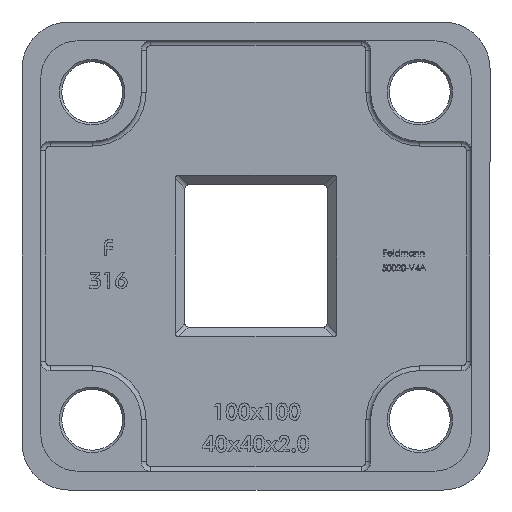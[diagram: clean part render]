
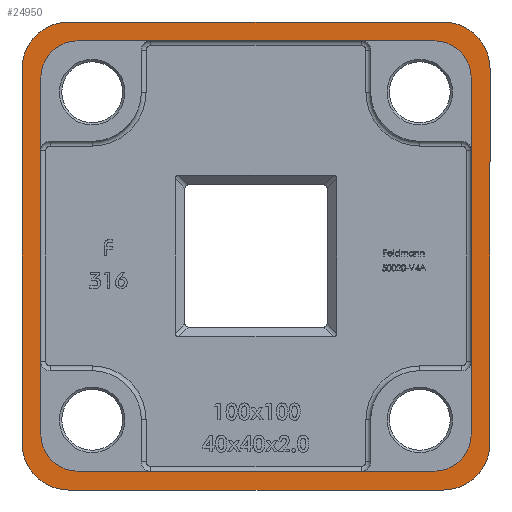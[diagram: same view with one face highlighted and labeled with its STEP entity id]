
A CAD part, front view. The second image highlights one B-rep face of the part: STEP entity #24950.
In plain terms, the highlighted planar face has unit normal (0, -1, 0).
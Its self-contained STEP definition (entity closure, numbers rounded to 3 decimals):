
#684 = PLANE ( 'NONE',  #20970 ) ;
#1123 = CIRCLE ( 'NONE', #48402, 8. ) ;
#1969 = CARTESIAN_POINT ( 'NONE',  ( 50., 0., 40. ) ) ;
#2229 = DIRECTION ( 'NONE',  ( 0., 0., 1. ) ) ;
#2283 = CARTESIAN_POINT ( 'NONE',  ( -40., 0., 50. ) ) ;
#2602 = CARTESIAN_POINT ( 'NONE',  ( 40., 0., 40. ) ) ;
#3182 = DIRECTION ( 'NONE',  ( 0., 0., 1. ) ) ;
#3341 = CARTESIAN_POINT ( 'NONE',  ( -38., 0., 46. ) ) ;
#3470 = DIRECTION ( 'NONE',  ( 0., 0., 1. ) ) ;
#3691 = EDGE_CURVE ( 'NONE', #50919, #37295, #46259, .T. ) ;
#4167 = EDGE_LOOP ( 'NONE', ( #4605, #46064, #55682, #48609, #48677, #53311, #10181, #28731 ) ) ;
#4205 = VERTEX_POINT ( 'NONE', #2283 ) ;
#4605 = ORIENTED_EDGE ( 'NONE', *, *, #3691, .F. ) ;
#5016 = DIRECTION ( 'NONE',  ( 0., 1., 0. ) ) ;
#5172 = CARTESIAN_POINT ( 'NONE',  ( 38., 0., 38. ) ) ;
#5383 = VERTEX_POINT ( 'NONE', #42212 ) ;
#6045 = CIRCLE ( 'NONE', #32281, 10. ) ;
#6883 = CIRCLE ( 'NONE', #51366, 10. ) ;
#7494 = CARTESIAN_POINT ( 'NONE',  ( -46., 0., 0. ) ) ;
#7846 = LINE ( 'NONE', #42502, #16013 ) ;
#8064 = VERTEX_POINT ( 'NONE', #13084 ) ;
#8368 = ORIENTED_EDGE ( 'NONE', *, *, #44387, .T. ) ;
#9051 = EDGE_CURVE ( 'NONE', #4205, #55377, #27453, .T. ) ;
#9126 = EDGE_CURVE ( 'NONE', #10031, #5383, #50497, .T. ) ;
#9242 = DIRECTION ( 'NONE',  ( 0., -1., 0. ) ) ;
#9423 = DIRECTION ( 'NONE',  ( 0., 0., -1. ) ) ;
#9431 = CARTESIAN_POINT ( 'NONE',  ( 46., 0., 0. ) ) ;
#10031 = VERTEX_POINT ( 'NONE', #40000 ) ;
#10181 = ORIENTED_EDGE ( 'NONE', *, *, #35592, .F. ) ;
#10944 = CARTESIAN_POINT ( 'NONE',  ( -50., 0., -40. ) ) ;
#11163 = DIRECTION ( 'NONE',  ( 0., 0., -1. ) ) ;
#11854 = EDGE_CURVE ( 'NONE', #17146, #20112, #35852, .T. ) ;
#12322 = CARTESIAN_POINT ( 'NONE',  ( 40., 0., 50. ) ) ;
#12681 = ORIENTED_EDGE ( 'NONE', *, *, #46353, .F. ) ;
#12992 = DIRECTION ( 'NONE',  ( 0., -1., 0. ) ) ;
#13084 = CARTESIAN_POINT ( 'NONE',  ( -46., 0., 38. ) ) ;
#13177 = DIRECTION ( 'NONE',  ( 0., 0., 1. ) ) ;
#13309 = LINE ( 'NONE', #17353, #39624 ) ;
#14492 = ORIENTED_EDGE ( 'NONE', *, *, #43758, .F. ) ;
#15782 = EDGE_CURVE ( 'NONE', #41281, #8064, #45765, .T. ) ;
#16013 = VECTOR ( 'NONE', #25251, 1000. ) ;
#16659 = VERTEX_POINT ( 'NONE', #28729 ) ;
#16673 = LINE ( 'NONE', #9431, #46416 ) ;
#16766 = FACE_OUTER_BOUND ( 'NONE', #4167, .T. ) ;
#17146 = VERTEX_POINT ( 'NONE', #10944 ) ;
#17353 = CARTESIAN_POINT ( 'NONE',  ( -50., 0., 50. ) ) ;
#17731 = CARTESIAN_POINT ( 'NONE',  ( 0., 0., 0. ) ) ;
#17791 = ORIENTED_EDGE ( 'NONE', *, *, #49032, .F. ) ;
#18006 = VECTOR ( 'NONE', #50776, 1000. ) ;
#19452 = EDGE_CURVE ( 'NONE', #41281, #5383, #25964, .T. ) ;
#19501 = ORIENTED_EDGE ( 'NONE', *, *, #19452, .T. ) ;
#19530 = VERTEX_POINT ( 'NONE', #12322 ) ;
#19594 = ORIENTED_EDGE ( 'NONE', *, *, #35927, .F. ) ;
#19645 = DIRECTION ( 'NONE',  ( 0., 0., 1. ) ) ;
#19994 = DIRECTION ( 'NONE',  ( 0., -1., 0. ) ) ;
#20112 = VERTEX_POINT ( 'NONE', #28726 ) ;
#20970 = AXIS2_PLACEMENT_3D ( 'NONE', #17731, #5016, #39438 ) ;
#22128 = CARTESIAN_POINT ( 'NONE',  ( 40., 0., -40. ) ) ;
#22916 = DIRECTION ( 'NONE',  ( 0., -1., 0. ) ) ;
#22972 = VECTOR ( 'NONE', #42596, 1000. ) ;
#23439 = AXIS2_PLACEMENT_3D ( 'NONE', #53524, #27947, #11163 ) ;
#23889 = CARTESIAN_POINT ( 'NONE',  ( -46., 0., -38. ) ) ;
#24950 = ADVANCED_FACE ( 'NONE', ( #16766, #43844 ), #684, .F. ) ;
#25251 = DIRECTION ( 'NONE',  ( -1., 0., 0. ) ) ;
#25964 = LINE ( 'NONE', #36511, #38848 ) ;
#26774 = DIRECTION ( 'NONE',  ( 0., 0., -1. ) ) ;
#27453 = CIRCLE ( 'NONE', #48989, 10. ) ;
#27947 = DIRECTION ( 'NONE',  ( 0., -1., 0. ) ) ;
#28033 = EDGE_CURVE ( 'NONE', #38043, #37295, #6045, .T. ) ;
#28726 = CARTESIAN_POINT ( 'NONE',  ( -40., 0., -50. ) ) ;
#28729 = CARTESIAN_POINT ( 'NONE',  ( 46., 0., -38. ) ) ;
#28731 = ORIENTED_EDGE ( 'NONE', *, *, #28033, .T. ) ;
#29517 = ORIENTED_EDGE ( 'NONE', *, *, #15782, .F. ) ;
#29687 = CARTESIAN_POINT ( 'NONE',  ( -50., 0., 40. ) ) ;
#30167 = CARTESIAN_POINT ( 'NONE',  ( 38., 0., -46. ) ) ;
#30325 = EDGE_LOOP ( 'NONE', ( #8368, #12681, #17791, #14492, #19594, #29517, #19501, #42870 ) ) ;
#30515 = AXIS2_PLACEMENT_3D ( 'NONE', #50561, #50750, #3470 ) ;
#30576 = CARTESIAN_POINT ( 'NONE',  ( -38., 0., -38. ) ) ;
#30936 = VERTEX_POINT ( 'NONE', #30167 ) ;
#32281 = AXIS2_PLACEMENT_3D ( 'NONE', #22128, #43521, #34410 ) ;
#33802 = DIRECTION ( 'NONE',  ( 0., -1., 0. ) ) ;
#34410 = DIRECTION ( 'NONE',  ( 0., 0., 1. ) ) ;
#35405 = EDGE_CURVE ( 'NONE', #50919, #19530, #6883, .T. ) ;
#35410 = CIRCLE ( 'NONE', #23439, 8. ) ;
#35592 = EDGE_CURVE ( 'NONE', #38043, #20112, #7846, .T. ) ;
#35662 = EDGE_CURVE ( 'NONE', #4205, #19530, #13309, .T. ) ;
#35852 = CIRCLE ( 'NONE', #30515, 10. ) ;
#35927 = EDGE_CURVE ( 'NONE', #8064, #42658, #52493, .T. ) ;
#36511 = CARTESIAN_POINT ( 'NONE',  ( 0., 0., 46. ) ) ;
#36550 = DIRECTION ( 'NONE',  ( 0., 0., -1. ) ) ;
#36650 = CARTESIAN_POINT ( 'NONE',  ( -50., 0., -50. ) ) ;
#37295 = VERTEX_POINT ( 'NONE', #46529 ) ;
#37344 = CARTESIAN_POINT ( 'NONE',  ( 40., 0., -50. ) ) ;
#38043 = VERTEX_POINT ( 'NONE', #37344 ) ;
#38682 = DIRECTION ( 'NONE',  ( 1., 0., 0. ) ) ;
#38835 = EDGE_CURVE ( 'NONE', #17146, #55377, #52998, .T. ) ;
#38848 = VECTOR ( 'NONE', #54693, 1000. ) ;
#39084 = CARTESIAN_POINT ( 'NONE',  ( -38., 0., -46. ) ) ;
#39438 = DIRECTION ( 'NONE',  ( 0., 0., 1. ) ) ;
#39624 = VECTOR ( 'NONE', #38682, 1000. ) ;
#40000 = CARTESIAN_POINT ( 'NONE',  ( 46., 0., 38. ) ) ;
#41100 = CARTESIAN_POINT ( 'NONE',  ( 50., 0., -50. ) ) ;
#41281 = VERTEX_POINT ( 'NONE', #3341 ) ;
#42212 = CARTESIAN_POINT ( 'NONE',  ( 38., 0., 46. ) ) ;
#42502 = CARTESIAN_POINT ( 'NONE',  ( -50., 0., -50. ) ) ;
#42596 = DIRECTION ( 'NONE',  ( 1., 0., 0. ) ) ;
#42658 = VERTEX_POINT ( 'NONE', #23889 ) ;
#42870 = ORIENTED_EDGE ( 'NONE', *, *, #9126, .F. ) ;
#43521 = DIRECTION ( 'NONE',  ( 0., -1., 0. ) ) ;
#43758 = EDGE_CURVE ( 'NONE', #42658, #54379, #1123, .T. ) ;
#43844 = FACE_BOUND ( 'NONE', #30325, .T. ) ;
#43869 = CARTESIAN_POINT ( 'NONE',  ( 0., 0., -46. ) ) ;
#44387 = EDGE_CURVE ( 'NONE', #10031, #16659, #16673, .T. ) ;
#45765 = CIRCLE ( 'NONE', #54348, 8. ) ;
#46064 = ORIENTED_EDGE ( 'NONE', *, *, #35405, .T. ) ;
#46259 = LINE ( 'NONE', #41100, #53707 ) ;
#46353 = EDGE_CURVE ( 'NONE', #30936, #16659, #35410, .T. ) ;
#46416 = VECTOR ( 'NONE', #26774, 1000. ) ;
#46529 = CARTESIAN_POINT ( 'NONE',  ( 50., 0., -40. ) ) ;
#46855 = CARTESIAN_POINT ( 'NONE',  ( -38., 0., 38. ) ) ;
#48107 = CARTESIAN_POINT ( 'NONE',  ( -40., 0., 40. ) ) ;
#48402 = AXIS2_PLACEMENT_3D ( 'NONE', #30576, #9242, #9423 ) ;
#48609 = ORIENTED_EDGE ( 'NONE', *, *, #9051, .T. ) ;
#48677 = ORIENTED_EDGE ( 'NONE', *, *, #38835, .F. ) ;
#48989 = AXIS2_PLACEMENT_3D ( 'NONE', #48107, #12992, #13177 ) ;
#49032 = EDGE_CURVE ( 'NONE', #54379, #30936, #54150, .T. ) ;
#50497 = CIRCLE ( 'NONE', #54805, 8. ) ;
#50561 = CARTESIAN_POINT ( 'NONE',  ( -40., 0., -40. ) ) ;
#50750 = DIRECTION ( 'NONE',  ( 0., -1., 0. ) ) ;
#50776 = DIRECTION ( 'NONE',  ( 0., 0., -1. ) ) ;
#50919 = VERTEX_POINT ( 'NONE', #1969 ) ;
#51366 = AXIS2_PLACEMENT_3D ( 'NONE', #2602, #19994, #2229 ) ;
#52493 = LINE ( 'NONE', #7494, #18006 ) ;
#52998 = LINE ( 'NONE', #36650, #53632 ) ;
#53199 = DIRECTION ( 'NONE',  ( 0., 0., -1. ) ) ;
#53311 = ORIENTED_EDGE ( 'NONE', *, *, #11854, .T. ) ;
#53524 = CARTESIAN_POINT ( 'NONE',  ( 38., 0., -38. ) ) ;
#53632 = VECTOR ( 'NONE', #19645, 1000. ) ;
#53707 = VECTOR ( 'NONE', #36550, 1000. ) ;
#54150 = LINE ( 'NONE', #43869, #22972 ) ;
#54348 = AXIS2_PLACEMENT_3D ( 'NONE', #46855, #33802, #3182 ) ;
#54379 = VERTEX_POINT ( 'NONE', #39084 ) ;
#54693 = DIRECTION ( 'NONE',  ( 1., 0., 0. ) ) ;
#54805 = AXIS2_PLACEMENT_3D ( 'NONE', #5172, #22916, #53199 ) ;
#55377 = VERTEX_POINT ( 'NONE', #29687 ) ;
#55682 = ORIENTED_EDGE ( 'NONE', *, *, #35662, .F. ) ;
